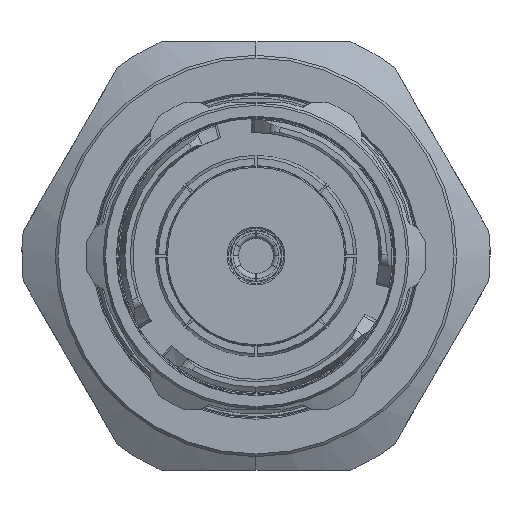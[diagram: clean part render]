
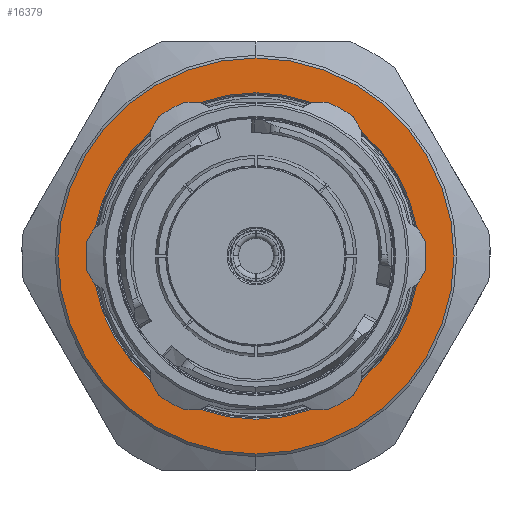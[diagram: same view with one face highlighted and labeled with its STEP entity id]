
A CAD part, left-side view. The second image highlights one B-rep face of the part: STEP entity #16379.
In plain terms, the highlighted planar face has unit normal (-1, 0, 0).
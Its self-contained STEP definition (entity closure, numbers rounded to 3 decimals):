
#2364 = VERTEX_POINT ( 'NONE', #21888 ) ;
#2368 = VERTEX_POINT ( 'NONE', #21892 ) ;
#2369 = VERTEX_POINT ( 'NONE', #21893 ) ;
#2372 = VERTEX_POINT ( 'NONE', #21896 ) ;
#3183 = CIRCLE ( 'NONE', #3185, 14.8 ) ;
#3185 = AXIS2_PLACEMENT_3D ( 'NONE', #19994, #19995, #19996 ) ;
#3188 = CIRCLE ( 'NONE', #3191, 12.2 ) ;
#3191 = AXIS2_PLACEMENT_3D ( 'NONE', #20007, #20008, #20009 ) ;
#8138 = CIRCLE ( 'NONE', #8151, 12.2 ) ;
#8149 = CIRCLE ( 'NONE', #8152, 14.8 ) ;
#8151 = AXIS2_PLACEMENT_3D ( 'NONE', #23769, #8399, #8400 ) ;
#8152 = AXIS2_PLACEMENT_3D ( 'NONE', #8405, #8406, #8407 ) ;
#8399 = DIRECTION ( 'NONE',  ( 1., 0., 0. ) ) ;
#8400 = DIRECTION ( 'NONE',  ( 0., 0., -1. ) ) ;
#8405 = CARTESIAN_POINT ( 'NONE',  ( 24.3, 0., 0. ) ) ;
#8406 = DIRECTION ( 'NONE',  ( -1., 0., 0. ) ) ;
#8407 = DIRECTION ( 'NONE',  ( 0., 0., -1. ) ) ;
#9932 = CARTESIAN_POINT ( 'NONE',  ( 24.3, 15., 0. ) ) ;
#9935 = FACE_BOUND ( 'NONE', #23934, .T. ) ;
#9936 = FACE_OUTER_BOUND ( 'NONE', #23938, .T. ) ;
#9937 = PLANE ( 'NONE',  #10676 ) ;
#9939 = DIRECTION ( 'NONE',  ( 1., 0., 0. ) ) ;
#9940 = DIRECTION ( 'NONE',  ( 0., 0., -1. ) ) ;
#10676 = AXIS2_PLACEMENT_3D ( 'NONE', #9932, #9939, #9940 ) ;
#16000 = EDGE_CURVE ( 'NONE', #2364, #2369, #8138, .T. ) ;
#16002 = EDGE_CURVE ( 'NONE', #2372, #2368, #8149, .T. ) ;
#16379 = ADVANCED_FACE ( 'NONE', ( #9935, #9936 ), #9937, .F. ) ;
#18112 = EDGE_CURVE ( 'NONE', #2368, #2372, #3183, .T. ) ;
#18115 = EDGE_CURVE ( 'NONE', #2369, #2364, #3188, .T. ) ;
#19994 = CARTESIAN_POINT ( 'NONE',  ( 24.3, 0., 0. ) ) ;
#19995 = DIRECTION ( 'NONE',  ( -1., 0., 0. ) ) ;
#19996 = DIRECTION ( 'NONE',  ( 0., 0., -1. ) ) ;
#20007 = CARTESIAN_POINT ( 'NONE',  ( 24.3, 0., 0. ) ) ;
#20008 = DIRECTION ( 'NONE',  ( 1., 0., 0. ) ) ;
#20009 = DIRECTION ( 'NONE',  ( 0., 0., -1. ) ) ;
#21888 = CARTESIAN_POINT ( 'NONE',  ( 24.3, 0., 12.2 ) ) ;
#21892 = CARTESIAN_POINT ( 'NONE',  ( 24.3, 0., -14.8 ) ) ;
#21893 = CARTESIAN_POINT ( 'NONE',  ( 24.3, 0., -12.2 ) ) ;
#21896 = CARTESIAN_POINT ( 'NONE',  ( 24.3, 0., 14.8 ) ) ;
#23769 = CARTESIAN_POINT ( 'NONE',  ( 24.3, 0., 0. ) ) ;
#23788 = ORIENTED_EDGE ( 'NONE', *, *, #16000, .T. ) ;
#23789 = ORIENTED_EDGE ( 'NONE', *, *, #18115, .T. ) ;
#23790 = ORIENTED_EDGE ( 'NONE', *, *, #18112, .T. ) ;
#23791 = ORIENTED_EDGE ( 'NONE', *, *, #16002, .T. ) ;
#23934 = EDGE_LOOP ( 'NONE', ( #23788, #23789 ) ) ;
#23938 = EDGE_LOOP ( 'NONE', ( #23790, #23791 ) ) ;
